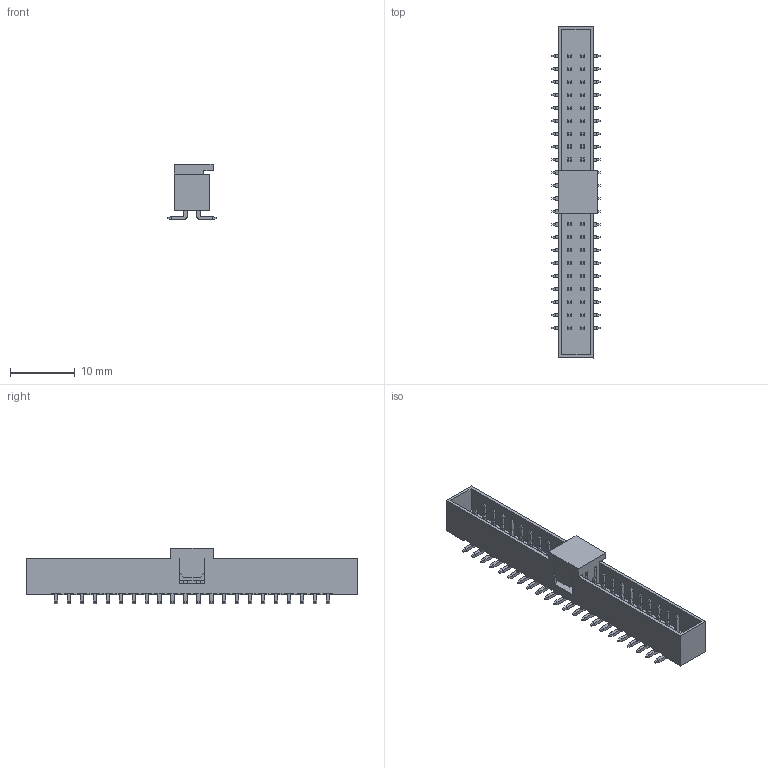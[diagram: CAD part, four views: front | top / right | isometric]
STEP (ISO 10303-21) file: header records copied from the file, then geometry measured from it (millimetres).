
FILE_DESCRIPTION(/* description */ ('Unknown'),/* implementation_level */ '2;1');
FILE_NAME(/* name */ 'J_Wurth_WR-BHD_62534420621',/* time_stamp */ '2025-05-16T15:33:45+08:00',/* author */ ('Unknown'),/* organization */ ('Unknown'),/* preprocessor_version */ 'ST-DEVELOPER v19.4',/* originating_system */ 'Solid Edge',/* authorisation */ 'Unknown');
FILE_SCHEMA (('AUTOMOTIVE_DESIGN {1 0 10303 214 3 1 1}'));
Length unit declared in the file: millimetre
Products named in the file (2): J_Wurth_WR-BHD_62534420621
Assembly tree (1 placements, depth 2):
  J_Wurth_WR-BHD_62534420621
    J_Wurth_WR-BHD_62534420621
Bounding box: 7.5 x 51.25 x 8.55 mm (x, y, z)
Volume: 863.3 mm3; surface area: 2595 mm2
Topology: 1 solids, 1 shells, 1405 faces, 3482 edges, 2134 vertices
Faces by surface type: plane 1361, cylinder 44
Entity records: 50034 total; most frequent: CARTESIAN_POINT 7023, ORIENTED_EDGE 6964, DIRECTION 6384, EDGE_CURVE 3482, LINE 3394, VECTOR 3394, VERTEX_POINT 2134, AXIS2_PLACEMENT_3D 1495
